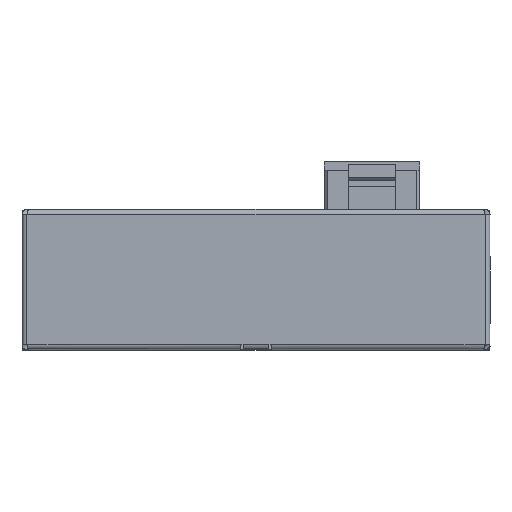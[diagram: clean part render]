
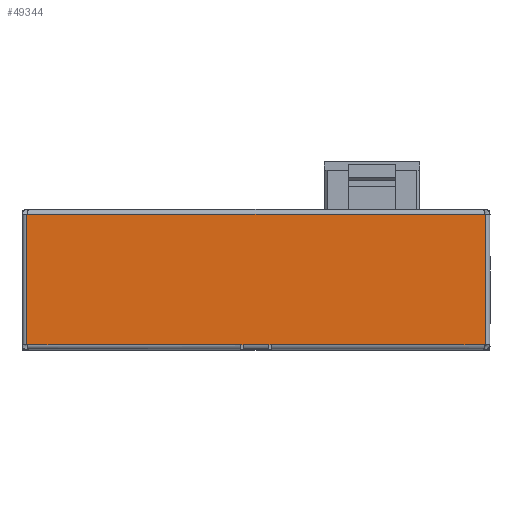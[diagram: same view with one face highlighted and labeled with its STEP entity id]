
A CAD part, top view. The second image highlights one B-rep face of the part: STEP entity #49344.
In plain terms, the highlighted planar face has unit normal (0, 0, 1).
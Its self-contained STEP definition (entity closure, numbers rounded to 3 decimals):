
#461 = VERTEX_POINT ( 'NONE', #47386 ) ;
#989 = CARTESIAN_POINT ( 'NONE',  ( 2.75, -13.9, 0. ) ) ;
#2116 = DIRECTION ( 'NONE',  ( -1., 0., 0. ) ) ;
#2931 = VERTEX_POINT ( 'NONE', #51333 ) ;
#3501 = VERTEX_POINT ( 'NONE', #77165 ) ;
#4222 = VERTEX_POINT ( 'NONE', #54313 ) ;
#5106 = CARTESIAN_POINT ( 'NONE',  ( -48.95, -13.9, 0. ) ) ;
#5205 = VERTEX_POINT ( 'NONE', #48143 ) ;
#7753 = EDGE_CURVE ( 'NONE', #2931, #64241, #63371, .T. ) ;
#8004 = CARTESIAN_POINT ( 'NONE',  ( 48.95, 13.9, 0. ) ) ;
#10465 = EDGE_CURVE ( 'NONE', #461, #3501, #81718, .T. ) ;
#10966 = DIRECTION ( 'NONE',  ( -1., 0., 0. ) ) ;
#13081 = CARTESIAN_POINT ( 'NONE',  ( -2.75, -13.9, 0. ) ) ;
#15089 = VECTOR ( 'NONE', #53460, 1000. ) ;
#16589 = DIRECTION ( 'NONE',  ( 0., 0., -1. ) ) ;
#18572 = CARTESIAN_POINT ( 'NONE',  ( -3.25, -13.9, 0. ) ) ;
#19858 = DIRECTION ( 'NONE',  ( 0., 1., 0. ) ) ;
#21098 = DIRECTION ( 'NONE',  ( 0., -1., 0. ) ) ;
#23763 = AXIS2_PLACEMENT_3D ( 'NONE', #80145, #16589, #87741 ) ;
#24905 = EDGE_CURVE ( 'NONE', #110476, #5205, #46848, .T. ) ;
#27596 = VECTOR ( 'NONE', #47374, 1000. ) ;
#28100 = LINE ( 'NONE', #99853, #27596 ) ;
#29271 = ORIENTED_EDGE ( 'NONE', *, *, #10465, .T. ) ;
#29369 = EDGE_CURVE ( 'NONE', #4222, #64241, #67865, .T. ) ;
#29458 = CARTESIAN_POINT ( 'NONE',  ( -3.25, -13.9, 0. ) ) ;
#29512 = EDGE_CURVE ( 'NONE', #5205, #34183, #28100, .T. ) ;
#32321 = ORIENTED_EDGE ( 'NONE', *, *, #29512, .T. ) ;
#34183 = VERTEX_POINT ( 'NONE', #62528 ) ;
#35764 = EDGE_CURVE ( 'NONE', #3501, #110476, #89010, .T. ) ;
#37710 = CARTESIAN_POINT ( 'NONE',  ( -48.95, 13.9, 0. ) ) ;
#39411 = ORIENTED_EDGE ( 'NONE', *, *, #79616, .F. ) ;
#44593 = PLANE ( 'NONE',  #23763 ) ;
#44655 = VECTOR ( 'NONE', #2116, 1000. ) ;
#44971 = VECTOR ( 'NONE', #19858, 1000. ) ;
#46705 = ORIENTED_EDGE ( 'NONE', *, *, #7753, .F. ) ;
#46848 = LINE ( 'NONE', #74808, #50978 ) ;
#47374 = DIRECTION ( 'NONE',  ( 1., 0., 0. ) ) ;
#47386 = CARTESIAN_POINT ( 'NONE',  ( 48.95, -13.9, 0. ) ) ;
#48143 = CARTESIAN_POINT ( 'NONE',  ( -48.95, -13.9, 0. ) ) ;
#48450 = VECTOR ( 'NONE', #10966, 1000. ) ;
#49344 = ADVANCED_FACE ( 'NONE', ( #62066 ), #44593, .F. ) ;
#49723 = EDGE_CURVE ( 'NONE', #2931, #461, #94925, .T. ) ;
#50978 = VECTOR ( 'NONE', #21098, 1000. ) ;
#51333 = CARTESIAN_POINT ( 'NONE',  ( 3.25, -13.9, 0. ) ) ;
#53460 = DIRECTION ( 'NONE',  ( -1., 0., 0. ) ) ;
#53716 = VECTOR ( 'NONE', #86519, 1000. ) ;
#54313 = CARTESIAN_POINT ( 'NONE',  ( -2.75, -13.9, 0. ) ) ;
#57171 = CARTESIAN_POINT ( 'NONE',  ( 48.95, -15., 0. ) ) ;
#61656 = EDGE_LOOP ( 'NONE', ( #32321, #39411, #94279, #46705, #87033, #29271, #67092, #115007 ) ) ;
#62066 = FACE_OUTER_BOUND ( 'NONE', #61656, .T. ) ;
#62528 = CARTESIAN_POINT ( 'NONE',  ( -3.25, -13.9, 0. ) ) ;
#63371 = LINE ( 'NONE', #29458, #44655 ) ;
#64241 = VERTEX_POINT ( 'NONE', #989 ) ;
#67092 = ORIENTED_EDGE ( 'NONE', *, *, #35764, .T. ) ;
#67865 = LINE ( 'NONE', #13081, #53716 ) ;
#70523 = VECTOR ( 'NONE', #94330, 1000. ) ;
#74808 = CARTESIAN_POINT ( 'NONE',  ( -48.95, 15., 0. ) ) ;
#77165 = CARTESIAN_POINT ( 'NONE',  ( 48.95, 13.9, 0. ) ) ;
#79616 = EDGE_CURVE ( 'NONE', #4222, #34183, #82121, .T. ) ;
#80145 = CARTESIAN_POINT ( 'NONE',  ( 0., 0., 0. ) ) ;
#81718 = LINE ( 'NONE', #57171, #44971 ) ;
#82121 = LINE ( 'NONE', #18572, #48450 ) ;
#86519 = DIRECTION ( 'NONE',  ( 1., 0., 0. ) ) ;
#87033 = ORIENTED_EDGE ( 'NONE', *, *, #49723, .T. ) ;
#87741 = DIRECTION ( 'NONE',  ( -1., 0., 0. ) ) ;
#89010 = LINE ( 'NONE', #8004, #15089 ) ;
#94279 = ORIENTED_EDGE ( 'NONE', *, *, #29369, .T. ) ;
#94330 = DIRECTION ( 'NONE',  ( 1., 0., 0. ) ) ;
#94925 = LINE ( 'NONE', #5106, #70523 ) ;
#99853 = CARTESIAN_POINT ( 'NONE',  ( -48.95, -13.9, 0. ) ) ;
#110476 = VERTEX_POINT ( 'NONE', #37710 ) ;
#115007 = ORIENTED_EDGE ( 'NONE', *, *, #24905, .T. ) ;
